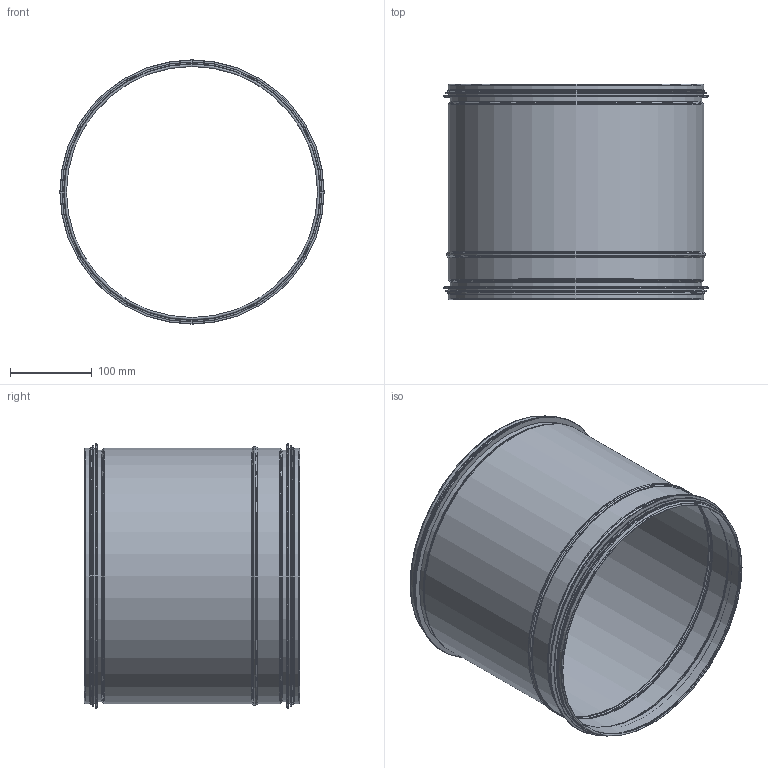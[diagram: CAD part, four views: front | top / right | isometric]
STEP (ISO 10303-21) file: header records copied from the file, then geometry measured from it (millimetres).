
FILE_DESCRIPTION((''),'2;1');
FILE_NAME('HIL-315.stp','2014-02-19T15:55:22',(''),(''),'Autodesk Inventor 2013','Autodesk Inventor 2013','');
FILE_SCHEMA(('AUTOMOTIVE_DESIGN { 1 2 10303 214 0 1 1 1 }'));
Length unit declared in the file: millimetre
Products named in the file (3): HIL-315; 999008; HILRörämne_08
Assembly tree (3 placements, depth 2):
  HIL-315
    999008  x2
    HILRörämne_08
Bounding box: 324.25 x 263.99 x 324.25 mm (x, y, z)
Volume: 204649.5 mm3; surface area: 651919 mm2
Topology: 3 solids, 3 shells, 78 faces, 146 edges, 80 vertices
Faces by surface type: torus 30, cylinder 24, plane 12, cone 12
Full cylindrical faces by diameter (mm): 308.05 x2, 309.05 x2, 310.25 x2, 312.85 x10, 313.85 x4, 319.25 x2, 324.25 x2
Entity records: 1363 total; most frequent: DIRECTION 248, CARTESIAN_POINT 183, AXIS2_PLACEMENT_3D 124, ORIENTED_EDGE 118, EDGE_LOOP 118, STYLED_ITEM 61, VERTEX_POINT 59, CIRCLE 59
